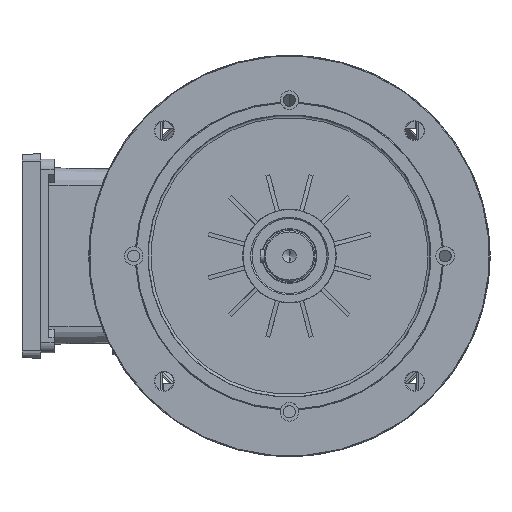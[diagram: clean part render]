
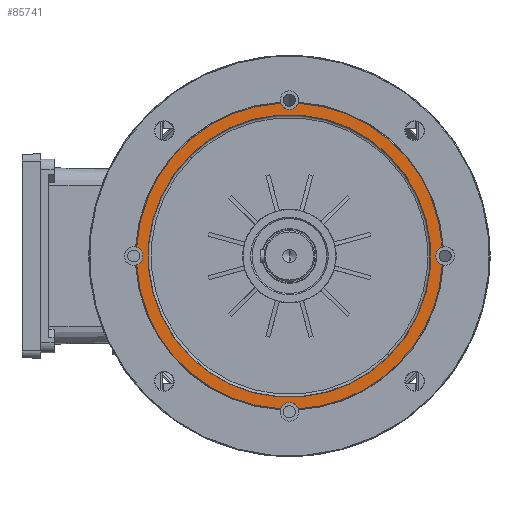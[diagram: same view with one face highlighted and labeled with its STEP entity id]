
A CAD part, left-side view. The second image highlights one B-rep face of the part: STEP entity #85741.
In plain terms, the highlighted face is planar.
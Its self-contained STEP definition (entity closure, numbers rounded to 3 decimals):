
#1687 = AXIS2_PLACEMENT_3D ( 'NONE', #15795, #83660, #95150 ) ;
#2080 = DIRECTION ( 'NONE',  ( 0., 0., -1. ) ) ;
#2789 = DIRECTION ( 'NONE',  ( 1., 0., 0. ) ) ;
#4037 = DIRECTION ( 'NONE',  ( 0., 0., -1. ) ) ;
#4367 = CARTESIAN_POINT ( 'NONE',  ( 10., -82.378, -82.378 ) ) ;
#6215 = VERTEX_POINT ( 'NONE', #98140 ) ;
#9633 = DIRECTION ( 'NONE',  ( 1., 0., 0. ) ) ;
#9874 = VERTEX_POINT ( 'NONE', #95496 ) ;
#11251 = EDGE_CURVE ( 'NONE', #106720, #6215, #17108, .T. ) ;
#15795 = CARTESIAN_POINT ( 'NONE',  ( 10., 0., 0. ) ) ;
#16024 = CARTESIAN_POINT ( 'NONE',  ( 10., 82.378, 82.378 ) ) ;
#16905 = PLANE ( 'NONE',  #163900 ) ;
#16904 = AXIS2_PLACEMENT_3D ( 'NONE', #111598, #70169, #4037 ) ;
#17108 = CIRCLE ( 'NONE', #73362, 7. ) ;
#20236 = DIRECTION ( 'NONE',  ( 0., -1., 0. ) ) ;
#21156 = CIRCLE ( 'NONE', #66224, 114.5 ) ;
#21574 = EDGE_CURVE ( 'NONE', #29136, #106720, #121528, .T. ) ;
#21618 = AXIS2_PLACEMENT_3D ( 'NONE', #143361, #168907, #32286 ) ;
#23773 = CARTESIAN_POINT ( 'NONE',  ( 10., -85.528, 76.127 ) ) ;
#23795 = ORIENTED_EDGE ( 'NONE', *, *, #11251, .F. ) ;
#24897 = DIRECTION ( 'NONE',  ( 1., 0., 0. ) ) ;
#26909 = EDGE_LOOP ( 'NONE', ( #99757, #88397, #59660, #107205, #140561, #91589, #87847, #171848, #141799, #119690, #77743, #166135, #23795 ) ) ;
#27115 = CARTESIAN_POINT ( 'NONE',  ( 10., 82.378, 75.378 ) ) ;
#27178 = AXIS2_PLACEMENT_3D ( 'NONE', #147017, #171733, #78292 ) ;
#27371 = CARTESIAN_POINT ( 'NONE',  ( 10., -76.127, -85.528 ) ) ;
#29136 = VERTEX_POINT ( 'NONE', #23773 ) ;
#30024 = EDGE_CURVE ( 'NONE', #55396, #56134, #127407, .T. ) ;
#32286 = DIRECTION ( 'NONE',  ( 0., 0., -1. ) ) ;
#32648 = DIRECTION ( 'NONE',  ( 1., 0., 0. ) ) ;
#34717 = DIRECTION ( 'NONE',  ( 1., 0., 0. ) ) ;
#36322 = CIRCLE ( 'NONE', #171491, 114.5 ) ;
#45187 = CIRCLE ( 'NONE', #112777, 7. ) ;
#45479 = AXIS2_PLACEMENT_3D ( 'NONE', #84434, #114358, #168139 ) ;
#46468 = DIRECTION ( 'NONE',  ( 1., 0., 0. ) ) ;
#47108 = CARTESIAN_POINT ( 'NONE',  ( 10., 0., 0. ) ) ;
#47600 = DIRECTION ( 'NONE',  ( 0., 1., 0. ) ) ;
#48918 = CIRCLE ( 'NONE', #77135, 7. ) ;
#49681 = CIRCLE ( 'NONE', #27178, 7. ) ;
#52642 = CARTESIAN_POINT ( 'NONE',  ( 10., 0., 105.75 ) ) ;
#55396 = VERTEX_POINT ( 'NONE', #65389 ) ;
#56134 = VERTEX_POINT ( 'NONE', #75630 ) ;
#56498 = DIRECTION ( 'NONE',  ( 0., 0., -1. ) ) ;
#59026 = CARTESIAN_POINT ( 'NONE',  ( 10., 82.378, -82.378 ) ) ;
#59660 = ORIENTED_EDGE ( 'NONE', *, *, #66818, .F. ) ;
#62335 = CARTESIAN_POINT ( 'NONE',  ( 10., 0., 114.5 ) ) ;
#63899 = CIRCLE ( 'NONE', #21618, 114.5 ) ;
#65389 = CARTESIAN_POINT ( 'NONE',  ( 10., 85.528, -76.127 ) ) ;
#66224 = AXIS2_PLACEMENT_3D ( 'NONE', #118916, #9633, #78402 ) ;
#66818 = EDGE_CURVE ( 'NONE', #147623, #89274, #48918, .T. ) ;
#70169 = DIRECTION ( 'NONE',  ( -1., 0., 0. ) ) ;
#70655 = DIRECTION ( 'NONE',  ( 1., 0., 0. ) ) ;
#71514 = CARTESIAN_POINT ( 'NONE',  ( 10., 115., 0. ) ) ;
#73010 = EDGE_CURVE ( 'NONE', #115265, #73140, #102984, .T. ) ;
#73140 = VERTEX_POINT ( 'NONE', #52642 ) ;
#73362 = AXIS2_PLACEMENT_3D ( 'NONE', #100526, #32648, #47600 ) ;
#73553 = CARTESIAN_POINT ( 'NONE',  ( 10., -82.378, -82.378 ) ) ;
#74668 = DIRECTION ( 'NONE',  ( 0., 0., -1. ) ) ;
#75447 = EDGE_CURVE ( 'NONE', #107158, #6215, #128881, .T. ) ;
#75630 = CARTESIAN_POINT ( 'NONE',  ( 10., 82.378, -75.378 ) ) ;
#77135 = AXIS2_PLACEMENT_3D ( 'NONE', #73553, #34717, #154694 ) ;
#77743 = ORIENTED_EDGE ( 'NONE', *, *, #124880, .T. ) ;
#78292 = DIRECTION ( 'NONE',  ( 0., 0., -1. ) ) ;
#78402 = DIRECTION ( 'NONE',  ( 0., 0., -1. ) ) ;
#83660 = DIRECTION ( 'NONE',  ( -1., 0., 0. ) ) ;
#84434 = CARTESIAN_POINT ( 'NONE',  ( 10., -82.378, 82.378 ) ) ;
#85741 = ADVANCED_FACE ( 'NONE', ( #150959, #137700 ), #16905, .T. ) ;
#86323 = DIRECTION ( 'NONE',  ( 1., 0., 0. ) ) ;
#87205 = ORIENTED_EDGE ( 'NONE', *, *, #107409, .T. ) ;
#87580 = CARTESIAN_POINT ( 'NONE',  ( 10., 76.127, -85.528 ) ) ;
#87847 = ORIENTED_EDGE ( 'NONE', *, *, #30024, .F. ) ;
#88397 = ORIENTED_EDGE ( 'NONE', *, *, #128726, .T. ) ;
#89274 = VERTEX_POINT ( 'NONE', #143087 ) ;
#91589 = ORIENTED_EDGE ( 'NONE', *, *, #153136, .F. ) ;
#92916 = CIRCLE ( 'NONE', #16904, 105.75 ) ;
#95150 = DIRECTION ( 'NONE',  ( 0., 0., -1. ) ) ;
#95496 = CARTESIAN_POINT ( 'NONE',  ( 10., 85.528, 76.127 ) ) ;
#95500 = DIRECTION ( 'NONE',  ( 1., 0., 0. ) ) ;
#96253 = VERTEX_POINT ( 'NONE', #169762 ) ;
#97994 = DIRECTION ( 'NONE',  ( 0., 0., -1. ) ) ;
#98140 = CARTESIAN_POINT ( 'NONE',  ( 10., -76.127, 85.528 ) ) ;
#99757 = ORIENTED_EDGE ( 'NONE', *, *, #21574, .F. ) ;
#100526 = CARTESIAN_POINT ( 'NONE',  ( 10., -82.378, 82.378 ) ) ;
#102984 = CIRCLE ( 'NONE', #1687, 105.75 ) ;
#103622 = AXIS2_PLACEMENT_3D ( 'NONE', #151472, #46468, #74668 ) ;
#104071 = CARTESIAN_POINT ( 'NONE',  ( 10., 0., -105.75 ) ) ;
#105214 = VERTEX_POINT ( 'NONE', #87580 ) ;
#105848 = EDGE_CURVE ( 'NONE', #149907, #147623, #120732, .T. ) ;
#106720 = VERTEX_POINT ( 'NONE', #116482 ) ;
#107158 = VERTEX_POINT ( 'NONE', #62335 ) ;
#107205 = ORIENTED_EDGE ( 'NONE', *, *, #105848, .F. ) ;
#107409 = EDGE_CURVE ( 'NONE', #73140, #115265, #92916, .T. ) ;
#109479 = EDGE_CURVE ( 'NONE', #96253, #138837, #45187, .T. ) ;
#111598 = CARTESIAN_POINT ( 'NONE',  ( 10., 0., 0. ) ) ;
#112178 = AXIS2_PLACEMENT_3D ( 'NONE', #59026, #168365, #20236 ) ;
#112777 = AXIS2_PLACEMENT_3D ( 'NONE', #16024, #2789, #56498 ) ;
#112837 = CARTESIAN_POINT ( 'NONE',  ( 10., 0., 0. ) ) ;
#114358 = DIRECTION ( 'NONE',  ( 1., 0., 0. ) ) ;
#115265 = VERTEX_POINT ( 'NONE', #104071 ) ;
#116482 = CARTESIAN_POINT ( 'NONE',  ( 10., -82.378, 75.378 ) ) ;
#117485 = CARTESIAN_POINT ( 'NONE',  ( 10., 82.378, -82.378 ) ) ;
#118916 = CARTESIAN_POINT ( 'NONE',  ( 10., 0., 0. ) ) ;
#119690 = ORIENTED_EDGE ( 'NONE', *, *, #109479, .F. ) ;
#120732 = CIRCLE ( 'NONE', #134817, 7. ) ;
#121528 = CIRCLE ( 'NONE', #45479, 7. ) ;
#123368 = CIRCLE ( 'NONE', #145922, 114.5 ) ;
#123410 = DIRECTION ( 'NONE',  ( 0., 0., 1. ) ) ;
#124629 = AXIS2_PLACEMENT_3D ( 'NONE', #117485, #24897, #132451 ) ;
#124721 = EDGE_CURVE ( 'NONE', #138837, #9874, #49681, .T. ) ;
#124880 = EDGE_CURVE ( 'NONE', #96253, #107158, #63899, .T. ) ;
#126663 = EDGE_LOOP ( 'NONE', ( #143546, #87205 ) ) ;
#127407 = CIRCLE ( 'NONE', #124629, 7. ) ;
#127532 = CARTESIAN_POINT ( 'NONE',  ( 10., -82.378, -75.378 ) ) ;
#128213 = DIRECTION ( 'NONE',  ( 0., 0., -1. ) ) ;
#128726 = EDGE_CURVE ( 'NONE', #29136, #89274, #36322, .T. ) ;
#128881 = CIRCLE ( 'NONE', #103622, 114.5 ) ;
#132451 = DIRECTION ( 'NONE',  ( 0., -1., 0. ) ) ;
#134817 = AXIS2_PLACEMENT_3D ( 'NONE', #4367, #86323, #123410 ) ;
#137700 = FACE_BOUND ( 'NONE', #126663, .T. ) ;
#138837 = VERTEX_POINT ( 'NONE', #27115 ) ;
#140561 = ORIENTED_EDGE ( 'NONE', *, *, #173060, .T. ) ;
#141799 = ORIENTED_EDGE ( 'NONE', *, *, #124721, .F. ) ;
#143087 = CARTESIAN_POINT ( 'NONE',  ( 10., -85.528, -76.127 ) ) ;
#143361 = CARTESIAN_POINT ( 'NONE',  ( 10., 0., 0. ) ) ;
#143546 = ORIENTED_EDGE ( 'NONE', *, *, #73010, .T. ) ;
#145922 = AXIS2_PLACEMENT_3D ( 'NONE', #112837, #95500, #2080 ) ;
#147017 = CARTESIAN_POINT ( 'NONE',  ( 10., 82.378, 82.378 ) ) ;
#147623 = VERTEX_POINT ( 'NONE', #127532 ) ;
#148247 = EDGE_CURVE ( 'NONE', #55396, #9874, #123368, .T. ) ;
#148864 = CIRCLE ( 'NONE', #112178, 7. ) ;
#149907 = VERTEX_POINT ( 'NONE', #27371 ) ;
#150959 = FACE_OUTER_BOUND ( 'NONE', #26909, .T. ) ;
#151472 = CARTESIAN_POINT ( 'NONE',  ( 10., 0., 0. ) ) ;
#153136 = EDGE_CURVE ( 'NONE', #56134, #105214, #148864, .T. ) ;
#154694 = DIRECTION ( 'NONE',  ( 0., 0., 1. ) ) ;
#156447 = DIRECTION ( 'NONE',  ( 1., 0., 0. ) ) ;
#163900 = AXIS2_PLACEMENT_3D ( 'NONE', #71514, #70655, #97994 ) ;
#166135 = ORIENTED_EDGE ( 'NONE', *, *, #75447, .T. ) ;
#168139 = DIRECTION ( 'NONE',  ( 0., 1., 0. ) ) ;
#168365 = DIRECTION ( 'NONE',  ( 1., 0., 0. ) ) ;
#168907 = DIRECTION ( 'NONE',  ( 1., 0., 0. ) ) ;
#169762 = CARTESIAN_POINT ( 'NONE',  ( 10., 76.127, 85.528 ) ) ;
#171491 = AXIS2_PLACEMENT_3D ( 'NONE', #47108, #156447, #128213 ) ;
#171733 = DIRECTION ( 'NONE',  ( 1., 0., 0. ) ) ;
#171848 = ORIENTED_EDGE ( 'NONE', *, *, #148247, .T. ) ;
#173060 = EDGE_CURVE ( 'NONE', #149907, #105214, #21156, .T. ) ;
